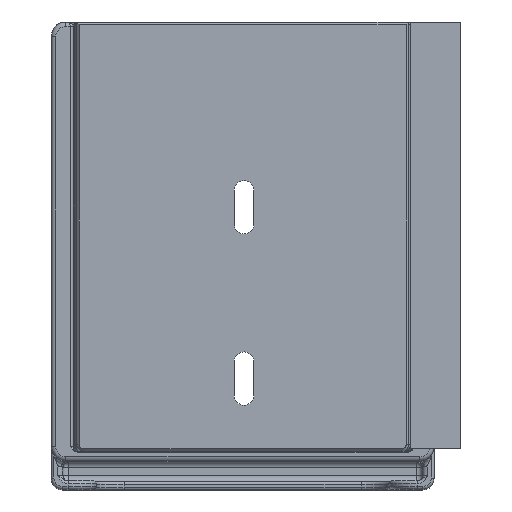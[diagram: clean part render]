
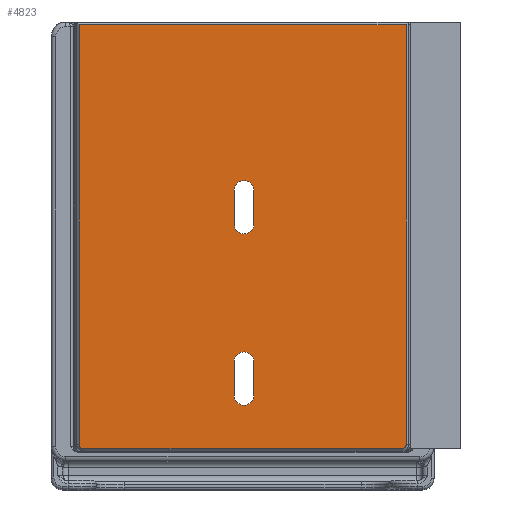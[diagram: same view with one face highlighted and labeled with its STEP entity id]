
A CAD part, top view. The second image highlights one B-rep face of the part: STEP entity #4823.
In plain terms, the highlighted planar face has unit normal (0, 0, 1).
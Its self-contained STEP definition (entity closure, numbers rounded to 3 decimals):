
#42=FACE_BOUND('',#1459,.T.);
#43=FACE_BOUND('',#1460,.T.);
#437=LINE('',#10110,#723);
#441=LINE('',#10117,#727);
#458=LINE('',#11144,#744);
#464=LINE('',#11159,#750);
#469=LINE('',#11174,#755);
#470=LINE('',#11178,#756);
#471=LINE('',#11182,#757);
#472=LINE('',#11186,#758);
#723=VECTOR('',#6503,10.);
#727=VECTOR('',#6509,10.);
#744=VECTOR('',#6576,10.);
#750=VECTOR('',#6590,10.);
#755=VECTOR('',#6607,10.);
#756=VECTOR('',#6610,10.);
#757=VECTOR('',#6613,10.);
#758=VECTOR('',#6616,10.);
#863=PLANE('',#5359);
#1143=FACE_OUTER_BOUND('',#1458,.T.);
#1458=EDGE_LOOP('',(#4267,#4268,#4269,#4270,#4271,#4272));
#1459=EDGE_LOOP('',(#4273,#4274,#4275,#4276));
#1460=EDGE_LOOP('',(#4277,#4278,#4279,#4280));
#1745=CIRCLE('',#5352,0.81);
#1747=CIRCLE('',#5356,0.81);
#1748=CIRCLE('',#5360,1.75);
#1749=CIRCLE('',#5361,1.75);
#1750=CIRCLE('',#5362,1.75);
#1751=CIRCLE('',#5363,1.75);
#2208=VERTEX_POINT('',#10107);
#2209=VERTEX_POINT('',#10109);
#2211=VERTEX_POINT('',#10115);
#2261=VERTEX_POINT('',#11143);
#2263=VERTEX_POINT('',#11149);
#2265=VERTEX_POINT('',#11155);
#2269=VERTEX_POINT('',#11172);
#2270=VERTEX_POINT('',#11173);
#2271=VERTEX_POINT('',#11175);
#2272=VERTEX_POINT('',#11177);
#2273=VERTEX_POINT('',#11180);
#2274=VERTEX_POINT('',#11181);
#2275=VERTEX_POINT('',#11183);
#2276=VERTEX_POINT('',#11185);
#2851=EDGE_CURVE('',#2208,#2209,#437,.T.);
#2855=EDGE_CURVE('',#2211,#2208,#441,.T.);
#2931=EDGE_CURVE('',#2209,#2261,#458,.T.);
#2936=EDGE_CURVE('',#2261,#2263,#1745,.T.);
#2939=EDGE_CURVE('',#2263,#2265,#464,.T.);
#2941=EDGE_CURVE('',#2265,#2211,#1747,.T.);
#2946=EDGE_CURVE('',#2269,#2270,#469,.T.);
#2947=EDGE_CURVE('',#2270,#2271,#1748,.T.);
#2948=EDGE_CURVE('',#2271,#2272,#470,.T.);
#2949=EDGE_CURVE('',#2272,#2269,#1749,.T.);
#2950=EDGE_CURVE('',#2273,#2274,#471,.T.);
#2951=EDGE_CURVE('',#2274,#2275,#1750,.T.);
#2952=EDGE_CURVE('',#2275,#2276,#472,.T.);
#2953=EDGE_CURVE('',#2276,#2273,#1751,.T.);
#4267=ORIENTED_EDGE('',*,*,#2931,.F.);
#4268=ORIENTED_EDGE('',*,*,#2851,.F.);
#4269=ORIENTED_EDGE('',*,*,#2855,.F.);
#4270=ORIENTED_EDGE('',*,*,#2941,.F.);
#4271=ORIENTED_EDGE('',*,*,#2939,.F.);
#4272=ORIENTED_EDGE('',*,*,#2936,.F.);
#4273=ORIENTED_EDGE('',*,*,#2946,.T.);
#4274=ORIENTED_EDGE('',*,*,#2947,.T.);
#4275=ORIENTED_EDGE('',*,*,#2948,.T.);
#4276=ORIENTED_EDGE('',*,*,#2949,.T.);
#4277=ORIENTED_EDGE('',*,*,#2950,.T.);
#4278=ORIENTED_EDGE('',*,*,#2951,.T.);
#4279=ORIENTED_EDGE('',*,*,#2952,.T.);
#4280=ORIENTED_EDGE('',*,*,#2953,.T.);
#4823=ADVANCED_FACE('',(#1143,#42,#43),#863,.T.);
#5352=AXIS2_PLACEMENT_3D('',#11153,#6584,#6585);
#5356=AXIS2_PLACEMENT_3D('',#11162,#6595,#6596);
#5359=AXIS2_PLACEMENT_3D('',#11171,#6605,#6606);
#5360=AXIS2_PLACEMENT_3D('',#11176,#6608,#6609);
#5361=AXIS2_PLACEMENT_3D('',#11179,#6611,#6612);
#5362=AXIS2_PLACEMENT_3D('',#11184,#6614,#6615);
#5363=AXIS2_PLACEMENT_3D('',#11187,#6617,#6618);
#6503=DIRECTION('',(1.,0.,0.));
#6509=DIRECTION('',(0.,1.,0.));
#6576=DIRECTION('',(0.,-1.,0.));
#6584=DIRECTION('center_axis',(0.,0.,-1.));
#6585=DIRECTION('ref_axis',(0.707,-0.707,0.));
#6590=DIRECTION('',(-1.,0.,0.));
#6595=DIRECTION('center_axis',(0.,0.,-1.));
#6596=DIRECTION('ref_axis',(-0.707,-0.707,0.));
#6605=DIRECTION('center_axis',(0.,0.,1.));
#6606=DIRECTION('ref_axis',(-1.,0.,0.));
#6607=DIRECTION('',(0.,-1.,0.));
#6608=DIRECTION('center_axis',(0.,0.,-1.));
#6609=DIRECTION('ref_axis',(1.,0.,0.));
#6610=DIRECTION('',(0.,1.,0.));
#6611=DIRECTION('center_axis',(0.,0.,-1.));
#6612=DIRECTION('ref_axis',(-1.,0.,0.));
#6613=DIRECTION('',(0.,-1.,0.));
#6614=DIRECTION('center_axis',(0.,0.,-1.));
#6615=DIRECTION('ref_axis',(1.,0.,0.));
#6616=DIRECTION('',(0.,1.,0.));
#6617=DIRECTION('center_axis',(0.,0.,-1.));
#6618=DIRECTION('ref_axis',(-1.,0.,0.));
#10107=CARTESIAN_POINT('',(3.4,76.1,121.));
#10109=CARTESIAN_POINT('',(61.6,76.1,121.));
#10110=CARTESIAN_POINT('',(47.3,76.1,121.));
#10115=CARTESIAN_POINT('',(3.4,1.41,121.));
#10117=CARTESIAN_POINT('',(3.4,76.6,121.));
#11143=CARTESIAN_POINT('',(61.6,1.41,121.));
#11144=CARTESIAN_POINT('',(61.6,76.6,121.));
#11149=CARTESIAN_POINT('',(60.79,0.6,121.));
#11153=CARTESIAN_POINT('Origin',(60.79,1.41,121.));
#11155=CARTESIAN_POINT('',(4.21,0.6,121.));
#11159=CARTESIAN_POINT('',(47.3,0.6,121.));
#11162=CARTESIAN_POINT('Origin',(4.21,1.41,121.));
#11171=CARTESIAN_POINT('Origin',(62.1,76.6,121.));
#11172=CARTESIAN_POINT('',(34.492,16.1,121.));
#11173=CARTESIAN_POINT('',(34.492,10.1,121.));
#11174=CARTESIAN_POINT('',(34.492,43.35,121.));
#11175=CARTESIAN_POINT('',(30.992,10.1,121.));
#11176=CARTESIAN_POINT('Origin',(32.742,10.1,121.));
#11177=CARTESIAN_POINT('',(30.992,16.1,121.));
#11178=CARTESIAN_POINT('',(30.992,46.35,121.));
#11179=CARTESIAN_POINT('Origin',(32.742,16.1,121.));
#11180=CARTESIAN_POINT('',(34.492,46.6,121.));
#11181=CARTESIAN_POINT('',(34.492,40.6,121.));
#11182=CARTESIAN_POINT('',(34.492,58.6,121.));
#11183=CARTESIAN_POINT('',(30.992,40.6,121.));
#11184=CARTESIAN_POINT('Origin',(32.742,40.6,121.));
#11185=CARTESIAN_POINT('',(30.992,46.6,121.));
#11186=CARTESIAN_POINT('',(30.992,61.6,121.));
#11187=CARTESIAN_POINT('Origin',(32.742,46.6,121.));
